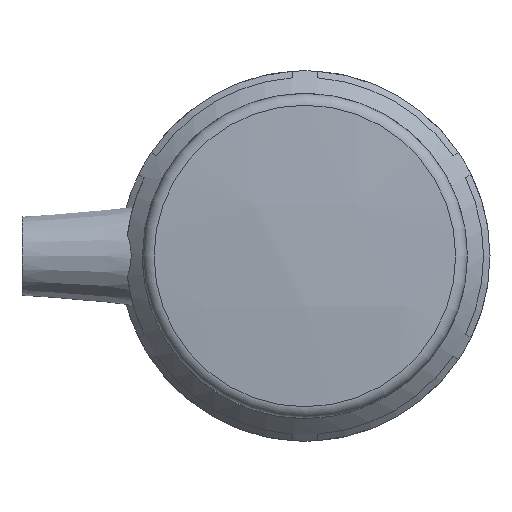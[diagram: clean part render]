
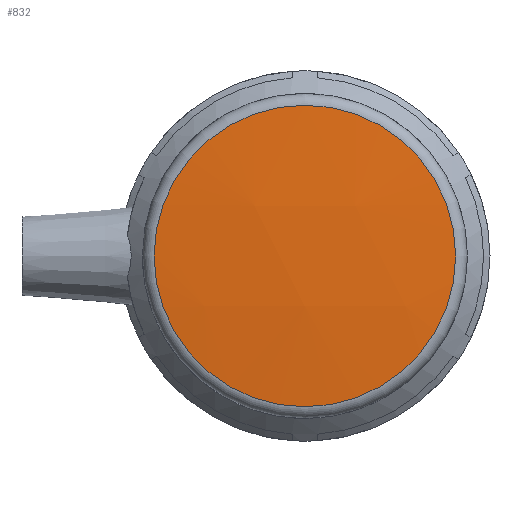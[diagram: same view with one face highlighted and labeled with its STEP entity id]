
A CAD part, left-side view. The second image highlights one B-rep face of the part: STEP entity #832.
In plain terms, the highlighted spherical face has radius 329.84 mm.
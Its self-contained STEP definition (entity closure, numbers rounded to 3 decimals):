
#15=SPHERICAL_SURFACE('',#924,329.84);
#102=CIRCLE('',#921,28.782);
#174=FACE_OUTER_BOUND('',#237,.T.);
#237=EDGE_LOOP('',(#715));
#422=VERTEX_POINT('',#1484);
#531=EDGE_CURVE('',#422,#422,#102,.T.);
#715=ORIENTED_EDGE('',*,*,#531,.F.);
#832=ADVANCED_FACE('',(#174),#15,.T.);
#921=AXIS2_PLACEMENT_3D('',#1485,#1118,#1119);
#924=AXIS2_PLACEMENT_3D('',#1489,#1124,#1125);
#1118=DIRECTION('center_axis',(1.,0.,0.));
#1119=DIRECTION('ref_axis',(0.,-1.,0.));
#1124=DIRECTION('center_axis',(0.,0.,1.));
#1125=DIRECTION('ref_axis',(1.,0.,0.));
#1484=CARTESIAN_POINT('',(-71.742,28.782,0.));
#1485=CARTESIAN_POINT('Origin',(-71.742,0.,0.));
#1489=CARTESIAN_POINT('Origin',(256.84,0.,0.));
